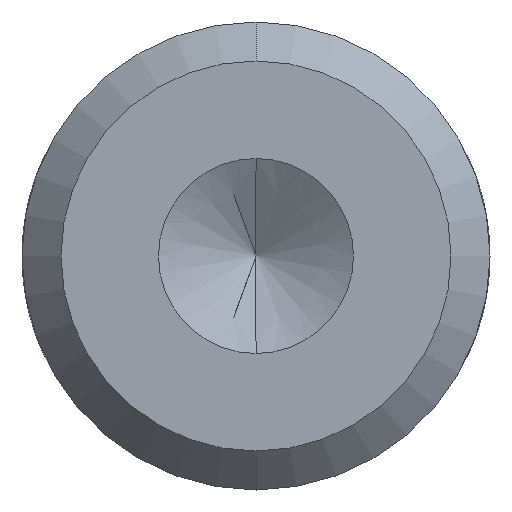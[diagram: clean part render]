
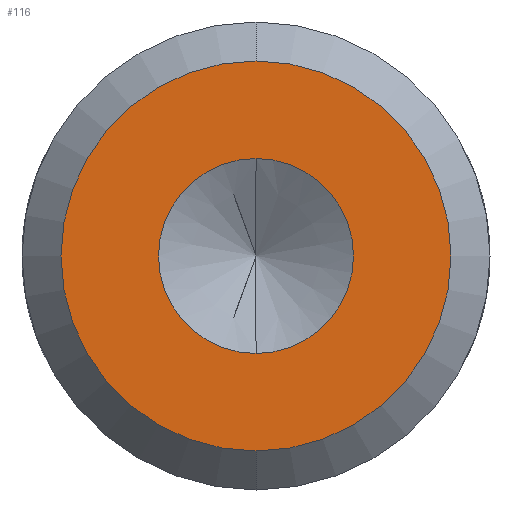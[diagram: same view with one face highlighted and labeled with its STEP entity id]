
A CAD part, front view. The second image highlights one B-rep face of the part: STEP entity #116.
In plain terms, the highlighted planar face has unit normal (0, -1, 0).
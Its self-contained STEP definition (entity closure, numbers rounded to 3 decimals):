
#18 = DIRECTION ( 'NONE',  ( 0., -1., 0. ) ) ;
#83 = EDGE_CURVE ( 'NONE', #113, #640, #873, .T. ) ;
#107 = CIRCLE ( 'NONE', #765, 5. ) ;
#113 = VERTEX_POINT ( 'NONE', #588 ) ;
#116 = ADVANCED_FACE ( 'NONE', ( #637, #562 ), #512, .F. ) ;
#120 = CARTESIAN_POINT ( 'NONE',  ( 0., 0., 0. ) ) ;
#221 = DIRECTION ( 'NONE',  ( 0., 1., 0. ) ) ;
#262 = ORIENTED_EDGE ( 'NONE', *, *, #770, .F. ) ;
#270 = CIRCLE ( 'NONE', #930, 2.5 ) ;
#276 = DIRECTION ( 'NONE',  ( 0., -1., 0. ) ) ;
#285 = EDGE_CURVE ( 'NONE', #584, #998, #945, .T. ) ;
#312 = AXIS2_PLACEMENT_3D ( 'NONE', #516, #976, #901 ) ;
#331 = CARTESIAN_POINT ( 'NONE',  ( 0., 0., -5. ) ) ;
#406 = AXIS2_PLACEMENT_3D ( 'NONE', #823, #276, #672 ) ;
#512 = PLANE ( 'NONE',  #627 ) ;
#516 = CARTESIAN_POINT ( 'NONE',  ( 0., 0., 0. ) ) ;
#524 = DIRECTION ( 'NONE',  ( 0., -1., 0. ) ) ;
#562 = FACE_OUTER_BOUND ( 'NONE', #660, .T. ) ;
#576 = EDGE_CURVE ( 'NONE', #998, #584, #107, .T. ) ;
#584 = VERTEX_POINT ( 'NONE', #331 ) ;
#588 = CARTESIAN_POINT ( 'NONE',  ( 0., 0., -2.5 ) ) ;
#607 = DIRECTION ( 'NONE',  ( 0., 0., 1. ) ) ;
#627 = AXIS2_PLACEMENT_3D ( 'NONE', #839, #221, #607 ) ;
#637 = FACE_BOUND ( 'NONE', #701, .T. ) ;
#640 = VERTEX_POINT ( 'NONE', #884 ) ;
#644 = CARTESIAN_POINT ( 'NONE',  ( 0., 0., 0. ) ) ;
#660 = EDGE_LOOP ( 'NONE', ( #703, #1012 ) ) ;
#672 = DIRECTION ( 'NONE',  ( 0., 0., -1. ) ) ;
#701 = EDGE_LOOP ( 'NONE', ( #968, #262 ) ) ;
#703 = ORIENTED_EDGE ( 'NONE', *, *, #576, .T. ) ;
#725 = CARTESIAN_POINT ( 'NONE',  ( 0., 0., 5. ) ) ;
#750 = DIRECTION ( 'NONE',  ( 0., 0., -1. ) ) ;
#765 = AXIS2_PLACEMENT_3D ( 'NONE', #644, #18, #958 ) ;
#770 = EDGE_CURVE ( 'NONE', #640, #113, #270, .T. ) ;
#823 = CARTESIAN_POINT ( 'NONE',  ( 0., 0., 0. ) ) ;
#839 = CARTESIAN_POINT ( 'NONE',  ( 0., 0., 0. ) ) ;
#873 = CIRCLE ( 'NONE', #312, 2.5 ) ;
#884 = CARTESIAN_POINT ( 'NONE',  ( 0., 0., 2.5 ) ) ;
#901 = DIRECTION ( 'NONE',  ( 0., 0., -1. ) ) ;
#930 = AXIS2_PLACEMENT_3D ( 'NONE', #120, #524, #750 ) ;
#945 = CIRCLE ( 'NONE', #406, 5. ) ;
#958 = DIRECTION ( 'NONE',  ( 0., 0., -1. ) ) ;
#968 = ORIENTED_EDGE ( 'NONE', *, *, #83, .F. ) ;
#976 = DIRECTION ( 'NONE',  ( 0., -1., 0. ) ) ;
#998 = VERTEX_POINT ( 'NONE', #725 ) ;
#1012 = ORIENTED_EDGE ( 'NONE', *, *, #285, .T. ) ;
